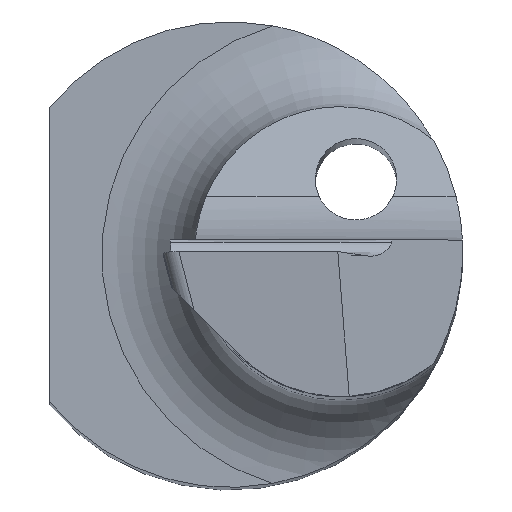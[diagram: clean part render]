
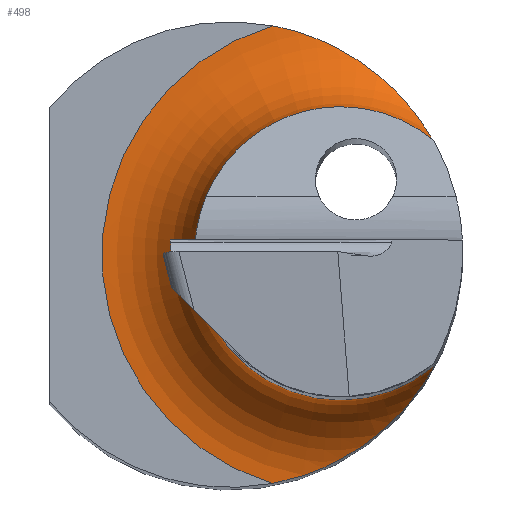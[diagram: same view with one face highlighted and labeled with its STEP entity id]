
A CAD part, top view. The second image highlights one B-rep face of the part: STEP entity #498.
In plain terms, the highlighted toroidal (fillet/blend) face has major radius 2.05 mm and minor radius 0.8 mm.
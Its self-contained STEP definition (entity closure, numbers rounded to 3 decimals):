
#14 = DIRECTION ( 'NONE',  ( -1., 0., 0. ) ) ;
#32 = VERTEX_POINT ( 'NONE', #439 ) ;
#40 = ORIENTED_EDGE ( 'NONE', *, *, #57, .T. ) ;
#57 = EDGE_CURVE ( 'NONE', #415, #263, #402, .T. ) ;
#64 = CARTESIAN_POINT ( 'NONE',  ( 0.95, 0., 14.8 ) ) ;
#71 = DIRECTION ( 'NONE',  ( 0., 0., 1. ) ) ;
#79 = EDGE_CURVE ( 'NONE', #100, #32, #452, .T. ) ;
#98 = EDGE_LOOP ( 'NONE', ( #424, #40, #655, #387 ) ) ;
#100 = VERTEX_POINT ( 'NONE', #165 ) ;
#106 = EDGE_CURVE ( 'NONE', #263, #100, #833, .T. ) ;
#121 = CARTESIAN_POINT ( 'NONE',  ( 1.681, -1.085, 14.495 ) ) ;
#154 = DIRECTION ( 'NONE',  ( 0., 0., 1. ) ) ;
#162 = CARTESIAN_POINT ( 'NONE',  ( 1.758, 0.954, 14.8 ) ) ;
#165 = CARTESIAN_POINT ( 'NONE',  ( 0.368, 1.966, 14. ) ) ;
#177 = CARTESIAN_POINT ( 'NONE',  ( 0.54, -1.934, 14. ) ) ;
#195 = CARTESIAN_POINT ( 'NONE',  ( 1.013, 1.733, 14.063 ) ) ;
#196 = CARTESIAN_POINT ( 'NONE',  ( 1.758, -0.954, 14.8 ) ) ;
#217 = CARTESIAN_POINT ( 'NONE',  ( 1.408, 1.43, 14.217 ) ) ;
#231 = CARTESIAN_POINT ( 'NONE',  ( 1.406, -1.431, 14.216 ) ) ;
#259 = CARTESIAN_POINT ( 'NONE',  ( 0.368, 1.966, 14. ) ) ;
#263 = VERTEX_POINT ( 'NONE', #162 ) ;
#367 = CARTESIAN_POINT ( 'NONE',  ( 1.758, 0.954, 14.711 ) ) ;
#387 = ORIENTED_EDGE ( 'NONE', *, *, #79, .T. ) ;
#402 = CIRCLE ( 'NONE', #481, 1.25 ) ;
#404 = CARTESIAN_POINT ( 'NONE',  ( 1.758, -0.954, 14.711 ) ) ;
#407 = FACE_OUTER_BOUND ( 'NONE', #98, .T. ) ;
#415 = VERTEX_POINT ( 'NONE', #841 ) ;
#419 = EDGE_CURVE ( 'NONE', #32, #415, #579, .T. ) ;
#424 = ORIENTED_EDGE ( 'NONE', *, *, #419, .T. ) ;
#425 = CARTESIAN_POINT ( 'NONE',  ( 1.758, 0.954, 14.8 ) ) ;
#429 = DIRECTION ( 'NONE',  ( 0., 0., -1. ) ) ;
#439 = CARTESIAN_POINT ( 'NONE',  ( 0.368, -1.966, 14. ) ) ;
#448 = CARTESIAN_POINT ( 'NONE',  ( 0.703, -1.88, 14.011 ) ) ;
#452 = CIRCLE ( 'NONE', #561, 2.05 ) ;
#454 = TOROIDAL_SURFACE ( 'NONE', #538, 2.05, 0.8 ) ;
#481 = AXIS2_PLACEMENT_3D ( 'NONE', #768, #429, #840 ) ;
#495 = CARTESIAN_POINT ( 'NONE',  ( 0.95, 0., 14. ) ) ;
#498 = ADVANCED_FACE ( 'NONE', ( #407 ), #454, .F. ) ;
#502 = CARTESIAN_POINT ( 'NONE',  ( 1.156, -1.64, 14.103 ) ) ;
#513 = CARTESIAN_POINT ( 'NONE',  ( 1.738, 0.991, 14.63 ) ) ;
#538 = AXIS2_PLACEMENT_3D ( 'NONE', #64, #71, #762 ) ;
#559 = CARTESIAN_POINT ( 'NONE',  ( 1.644, 1.141, 14.438 ) ) ;
#561 = AXIS2_PLACEMENT_3D ( 'NONE', #495, #154, #14 ) ;
#565 = CARTESIAN_POINT ( 'NONE',  ( 1.013, -1.733, 14.063 ) ) ;
#579 = B_SPLINE_CURVE_WITH_KNOTS ( 'NONE', 3,
 ( #835, #177, #448, #565, #502, #231, #786, #741, #121, #601, #404, #196 ),
 .UNSPECIFIED., .F., .F.,
 ( 4, 2, 2, 2, 2, 4 ),
 ( 0., 0.001, 0.001, 0.002, 0.002, 0.002 ),
 .UNSPECIFIED. ) ;
#601 = CARTESIAN_POINT ( 'NONE',  ( 1.738, -0.991, 14.63 ) ) ;
#655 = ORIENTED_EDGE ( 'NONE', *, *, #106, .T. ) ;
#701 = CARTESIAN_POINT ( 'NONE',  ( 1.156, 1.641, 14.102 ) ) ;
#716 = CARTESIAN_POINT ( 'NONE',  ( 1.681, 1.085, 14.494 ) ) ;
#741 = CARTESIAN_POINT ( 'NONE',  ( 1.644, -1.142, 14.438 ) ) ;
#762 = DIRECTION ( 'NONE',  ( -1., 0., 0. ) ) ;
#768 = CARTESIAN_POINT ( 'NONE',  ( 0.95, 0., 14.8 ) ) ;
#786 = CARTESIAN_POINT ( 'NONE',  ( 1.515, -1.313, 14.289 ) ) ;
#833 = B_SPLINE_CURVE_WITH_KNOTS ( 'NONE', 3,
 ( #425, #367, #513, #716, #559, #834, #217, #701, #195, #883, #876, #259 ),
 .UNSPECIFIED., .F., .F.,
 ( 4, 2, 2, 2, 2, 4 ),
 ( 0., 0., 0.001, 0.001, 0.002, 0.002 ),
 .UNSPECIFIED. ) ;
#834 = CARTESIAN_POINT ( 'NONE',  ( 1.515, 1.314, 14.289 ) ) ;
#835 = CARTESIAN_POINT ( 'NONE',  ( 0.368, -1.966, 14. ) ) ;
#840 = DIRECTION ( 'NONE',  ( -1., 0., 0. ) ) ;
#841 = CARTESIAN_POINT ( 'NONE',  ( 1.758, -0.954, 14.8 ) ) ;
#876 = CARTESIAN_POINT ( 'NONE',  ( 0.54, 1.934, 14. ) ) ;
#883 = CARTESIAN_POINT ( 'NONE',  ( 0.703, 1.88, 14.011 ) ) ;
